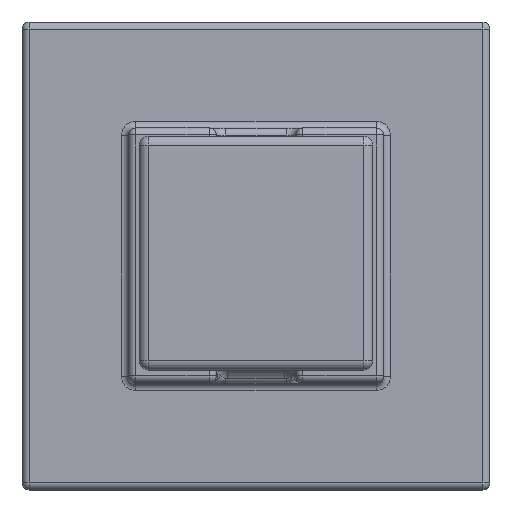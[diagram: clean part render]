
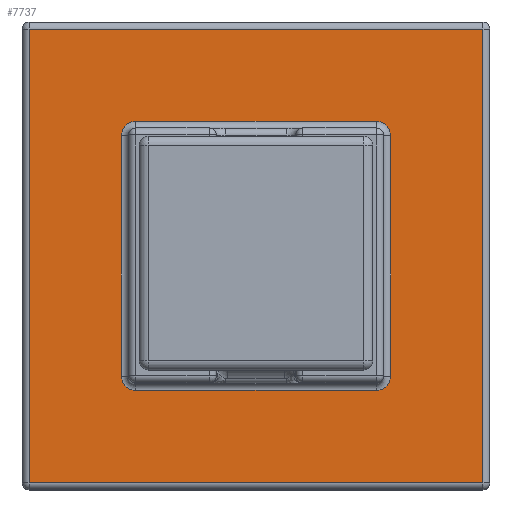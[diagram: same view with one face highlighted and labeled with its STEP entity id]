
A CAD part, top view. The second image highlights one B-rep face of the part: STEP entity #7737.
In plain terms, the highlighted planar face has unit normal (0, 0, 1).
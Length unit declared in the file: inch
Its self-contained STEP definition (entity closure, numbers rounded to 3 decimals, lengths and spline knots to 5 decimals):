
#2664=DIRECTION('',(0.,-1.,0.));
#2665=VECTOR('',#2664,1.94);
#2666=CARTESIAN_POINT('',(-0.97,0.97,-0.5));
#2667=LINE('',#2666,#2665);
#2668=DIRECTION('',(-1.,0.,0.));
#2669=VECTOR('',#2668,1.94);
#2670=CARTESIAN_POINT('',(0.97,0.97,-0.5));
#2671=LINE('',#2670,#2669);
#2672=DIRECTION('',(0.,1.,0.));
#2673=VECTOR('',#2672,1.94);
#2674=CARTESIAN_POINT('',(0.97,-0.97,-0.5));
#2675=LINE('',#2674,#2673);
#2676=DIRECTION('',(1.,0.,0.));
#2677=VECTOR('',#2676,1.94);
#2678=CARTESIAN_POINT('',(-0.97,-0.97,-0.5));
#2679=LINE('',#2678,#2677);
#2680=CARTESIAN_POINT('',(-0.515,0.515,-0.5));
#2681=DIRECTION('',(0.,0.,1.));
#2682=DIRECTION('',(0.,1.,0.));
#2683=AXIS2_PLACEMENT_3D('',#2680,#2681,#2682);
#2685=DIRECTION('',(0.,-1.,0.));
#2686=VECTOR('',#2685,1.03);
#2687=CARTESIAN_POINT('',(-0.575,0.515,-0.5));
#2688=LINE('',#2687,#2686);
#2689=CARTESIAN_POINT('',(-0.515,-0.515,-0.5));
#2690=DIRECTION('',(0.,0.,1.));
#2691=DIRECTION('',(-1.,0.,0.));
#2692=AXIS2_PLACEMENT_3D('',#2689,#2690,#2691);
#2694=DIRECTION('',(1.,0.,0.));
#2695=VECTOR('',#2694,1.03);
#2696=CARTESIAN_POINT('',(-0.515,-0.575,-0.5));
#2697=LINE('',#2696,#2695);
#2698=CARTESIAN_POINT('',(0.515,-0.515,-0.5));
#2699=DIRECTION('',(0.,0.,1.));
#2700=DIRECTION('',(0.,-1.,0.));
#2701=AXIS2_PLACEMENT_3D('',#2698,#2699,#2700);
#2703=DIRECTION('',(0.,1.,0.));
#2704=VECTOR('',#2703,1.03);
#2705=CARTESIAN_POINT('',(0.575,-0.515,-0.5));
#2706=LINE('',#2705,#2704);
#2707=CARTESIAN_POINT('',(0.515,0.515,-0.5));
#2708=DIRECTION('',(0.,0.,1.));
#2709=DIRECTION('',(1.,0.,0.));
#2710=AXIS2_PLACEMENT_3D('',#2707,#2708,#2709);
#2712=DIRECTION('',(-1.,0.,0.));
#2713=VECTOR('',#2712,1.03);
#2714=CARTESIAN_POINT('',(0.515,0.575,-0.5));
#2715=LINE('',#2714,#2713);
#2999=CARTESIAN_POINT('',(-0.97,0.97,-0.5));
#3000=CARTESIAN_POINT('',(-0.97,-0.97,-0.5));
#3001=VERTEX_POINT('',#2999);
#3002=VERTEX_POINT('',#3000);
#3007=CARTESIAN_POINT('',(0.97,-0.97,-0.5));
#3008=VERTEX_POINT('',#3007);
#3013=CARTESIAN_POINT('',(0.97,0.97,-0.5));
#3014=VERTEX_POINT('',#3013);
#3046=CARTESIAN_POINT('',(-0.515,0.575,-0.5));
#3047=CARTESIAN_POINT('',(-0.575,0.515,-0.5));
#3048=VERTEX_POINT('',#3046);
#3049=VERTEX_POINT('',#3047);
#3054=CARTESIAN_POINT('',(-0.575,-0.515,-0.5));
#3055=VERTEX_POINT('',#3054);
#3058=CARTESIAN_POINT('',(-0.515,-0.575,-0.5));
#3059=VERTEX_POINT('',#3058);
#3062=CARTESIAN_POINT('',(0.515,-0.575,-0.5));
#3063=VERTEX_POINT('',#3062);
#3066=CARTESIAN_POINT('',(0.575,-0.515,-0.5));
#3067=VERTEX_POINT('',#3066);
#3070=CARTESIAN_POINT('',(0.575,0.515,-0.5));
#3071=VERTEX_POINT('',#3070);
#3074=CARTESIAN_POINT('',(0.515,0.575,-0.5));
#3075=VERTEX_POINT('',#3074);
#7705=CARTESIAN_POINT('',(-1.5,0.545,-0.5));
#7706=DIRECTION('',(0.,0.,-1.));
#7707=DIRECTION('',(0.,1.,0.));
#7708=AXIS2_PLACEMENT_3D('',#7705,#7706,#7707);
#7709=PLANE('',#7708);
#7711=ORIENTED_EDGE('',*,*,#7710,.F.);
#7713=ORIENTED_EDGE('',*,*,#7712,.F.);
#7715=ORIENTED_EDGE('',*,*,#7714,.F.);
#7717=ORIENTED_EDGE('',*,*,#7716,.F.);
#7718=EDGE_LOOP('',(#7711,#7713,#7715,#7717));
#7719=FACE_OUTER_BOUND('',#7718,.F.);
#7721=ORIENTED_EDGE('',*,*,#7720,.T.);
#7723=ORIENTED_EDGE('',*,*,#7722,.T.);
#7725=ORIENTED_EDGE('',*,*,#7724,.T.);
#7727=ORIENTED_EDGE('',*,*,#7726,.T.);
#7729=ORIENTED_EDGE('',*,*,#7728,.T.);
#7731=ORIENTED_EDGE('',*,*,#7730,.T.);
#7732=ORIENTED_EDGE('',*,*,#7695,.T.);
#7734=ORIENTED_EDGE('',*,*,#7733,.T.);
#7735=EDGE_LOOP('',(#7721,#7723,#7725,#7727,#7729,#7731,#7732,#7734));
#7736=FACE_BOUND('',#7735,.F.);
#7737=ADVANCED_FACE('',(#7719,#7736),#7709,.F.);
#2684=CIRCLE('',#2683,0.06);
#2693=CIRCLE('',#2692,0.06);
#2702=CIRCLE('',#2701,0.06);
#2711=CIRCLE('',#2710,0.06);
#7695=EDGE_CURVE('',#3071,#3075,#2711,.T.);
#7710=EDGE_CURVE('',#3001,#3002,#2667,.T.);
#7712=EDGE_CURVE('',#3014,#3001,#2671,.T.);
#7714=EDGE_CURVE('',#3008,#3014,#2675,.T.);
#7716=EDGE_CURVE('',#3002,#3008,#2679,.T.);
#7720=EDGE_CURVE('',#3048,#3049,#2684,.T.);
#7722=EDGE_CURVE('',#3049,#3055,#2688,.T.);
#7724=EDGE_CURVE('',#3055,#3059,#2693,.T.);
#7726=EDGE_CURVE('',#3059,#3063,#2697,.T.);
#7728=EDGE_CURVE('',#3063,#3067,#2702,.T.);
#7730=EDGE_CURVE('',#3067,#3071,#2706,.T.);
#7733=EDGE_CURVE('',#3075,#3048,#2715,.T.);
